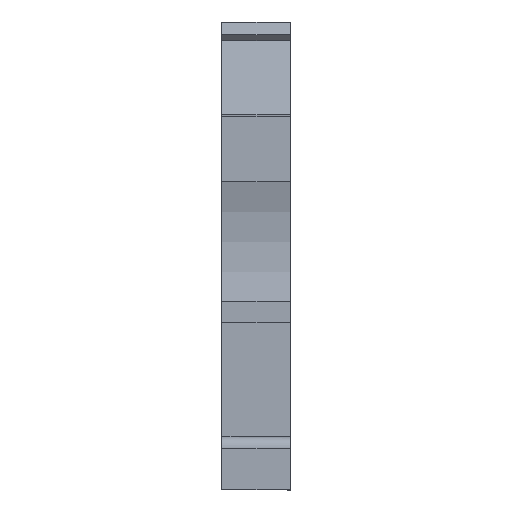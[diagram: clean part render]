
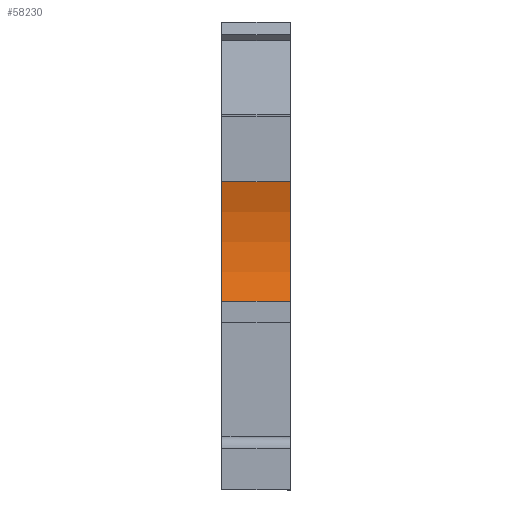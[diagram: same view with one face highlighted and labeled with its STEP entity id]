
A CAD part, front view. The second image highlights one B-rep face of the part: STEP entity #58230.
In plain terms, the highlighted cylindrical face has radius 15 mm (diameter 30 mm), a partial arc.
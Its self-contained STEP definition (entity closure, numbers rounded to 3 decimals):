
#4990=CARTESIAN_POINT('',(-1.978,16.917,
0.));
#5000=VERTEX_POINT('',#4990);
#5030=CARTESIAN_POINT('',(-1.978,16.917,
0.));
#5040=DIRECTION('',(0.,0.,1.));
#5050=VECTOR('',#5040,1.);
#5060=LINE('',#5030,#5050);
#5070=CARTESIAN_POINT('',(-1.978,16.917,
-5.15));
#5080=VERTEX_POINT('',#5070);
#5090=EDGE_CURVE('',#5080,#5000,#5060,.T.);
#49650=CARTESIAN_POINT('',(-15.632,10.707,
-5.15));
#49660=DIRECTION('',(0.,0.,1.));
#49670=DIRECTION('',(0.993,0.122,0.));
#49680=AXIS2_PLACEMENT_3D('',#49650,#49660,#49670);
#49690=CIRCLE('',#49680,15.);
#49700=CARTESIAN_POINT('',(-0.881,7.984,
-5.15));
#49710=VERTEX_POINT('',#49700);
#49720=EDGE_CURVE('',#49710,#5080,#49690,.T.);
#52030=CARTESIAN_POINT('',(-0.881,7.984,
0.));
#52040=VERTEX_POINT('',#52030);
#52090=CARTESIAN_POINT('',(-0.881,7.984,
0.));
#52100=DIRECTION('',(0.,0.,1.));
#52110=VECTOR('',#52100,1.);
#52120=LINE('',#52090,#52110);
#52130=EDGE_CURVE('',#49710,#52040,#52120,.T.);
#58060=CARTESIAN_POINT('',(-15.632,10.707,
0.));
#58070=DIRECTION('',(0.,0.,1.));
#58080=DIRECTION('',(0.993,0.122,0.));
#58090=AXIS2_PLACEMENT_3D('',#58060,#58070,#58080);
#58100=CYLINDRICAL_SURFACE('',#58090,15.);
#58110=ORIENTED_EDGE('',*,*,#52130,.T.);
#58120=ORIENTED_EDGE('',*,*,#49720,.F.);
#58130=ORIENTED_EDGE('',*,*,#5090,.F.);
#58140=CARTESIAN_POINT('',(-15.632,10.707,
0.));
#58150=DIRECTION('',(0.,0.,1.));
#58160=DIRECTION('',(0.993,0.122,0.));
#58170=AXIS2_PLACEMENT_3D('',#58140,#58150,#58160);
#58180=CIRCLE('',#58170,15.);
#58190=EDGE_CURVE('',#52040,#5000,#58180,.T.);
#58200=ORIENTED_EDGE('',*,*,#58190,.T.);
#58210=EDGE_LOOP('',(#58200,#58130,#58120,#58110));
#58220=FACE_OUTER_BOUND('',#58210,.T.);
#58230=ADVANCED_FACE('',(#58220),#58100,.F.);
